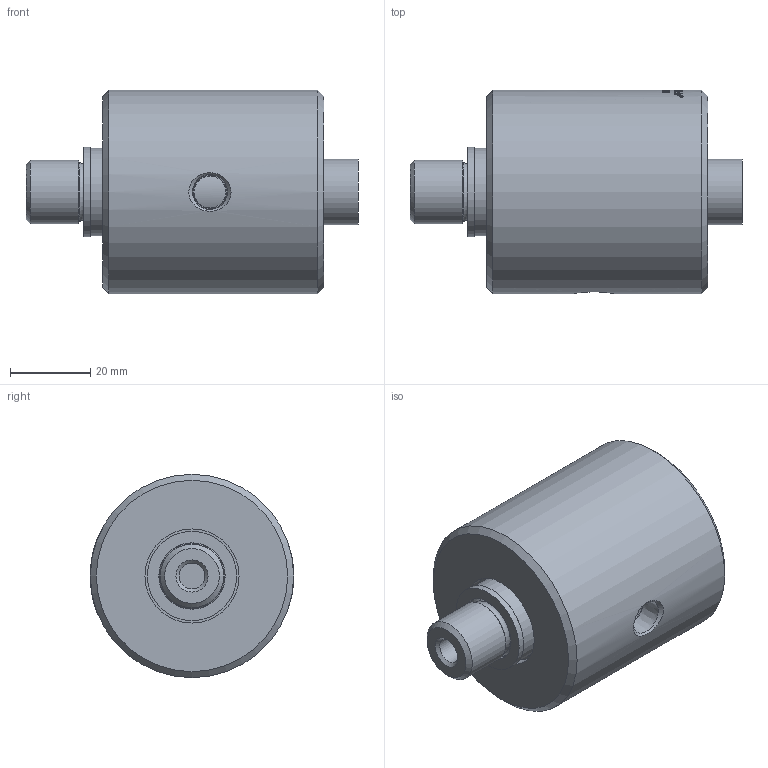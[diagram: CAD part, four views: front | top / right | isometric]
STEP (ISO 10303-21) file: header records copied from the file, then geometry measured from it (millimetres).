
FILE_DESCRIPTION(/* description */ (''),/* implementation_level */ '2;1');
FILE_NAME(/* name */ '18-016-002-IC.stp',/* time_stamp */ '2020-05-21T10:40:18-05:00',/* author */ ('manton'),/* organization */ (''),/* preprocessor_version */ 'ST-DEVELOPER v18',/* originating_system */ 'Autodesk Inventor 2020',/* authorisation */ '');
FILE_SCHEMA (('AUTOMOTIVE_DESIGN { 1 0 10303 214 3 1 1 }'));
Products named in the file (1): 18-016-002-IC
Bounding box: 82.5 x 50.55 x 50.55 mm (x, y, z)
Volume: 111658.3 mm3; surface area: 16060.7 mm2
Topology: 1 solids, 1 shells, 319 faces, 832 edges, 559 vertices
Faces by surface type: bspline 168, plane 87, cylinder 54, cone 9, torus 1
Full cylindrical faces by diameter (mm): 1.981 x2, 6.4 x1, 7.95 x1, 15.839 x1, 16.26 x1, 16.5 x1, 19.025 x1, 21.7 x1, 22.2 x1, 23.4 x1, 33.33 x1, 50.55 x1
Entity records: 48868 total; most frequent: CARTESIAN_POINT 41636, ORIENTED_EDGE 1664, DIRECTION 1111, EDGE_CURVE 832, VERTEX_POINT 559, AXIS2_PLACEMENT_3D 403, EDGE_LOOP 363, FACE_OUTER_BOUND 319
